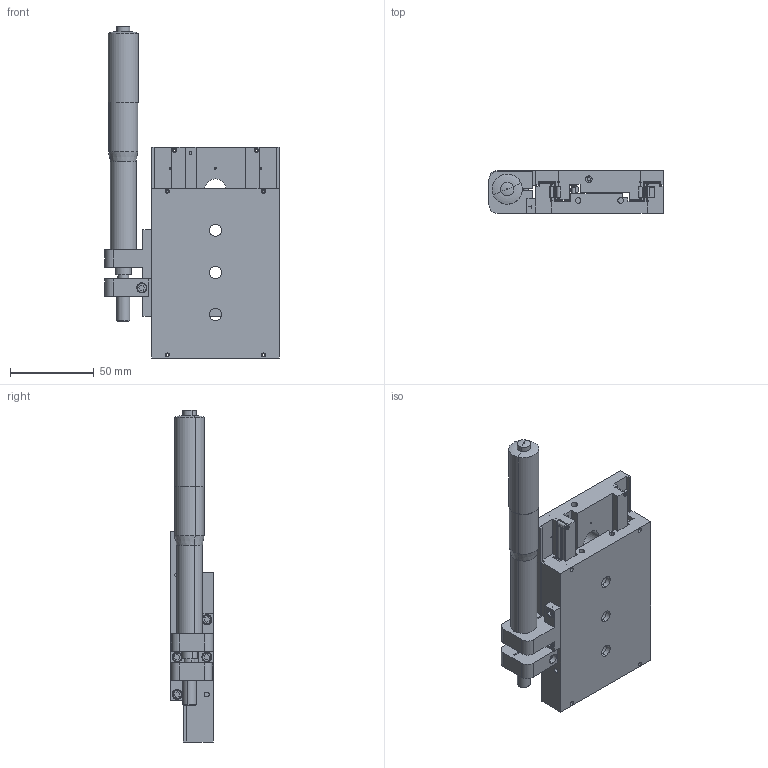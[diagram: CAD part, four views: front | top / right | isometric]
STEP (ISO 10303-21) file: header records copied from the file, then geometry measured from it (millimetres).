
FILE_DESCRIPTION (( 'STEP AP203' ), '1' );
FILE_NAME ('TSB60E-MH50.STEP', '2023-07-06T18:23:10', ( '' ), ( '' ), 'SwSTEP 2.0', 'SolidWorks 2019', '' );
FILE_SCHEMA (( 'CONFIG_CONTROL_DESIGN' ));
Length unit declared in the file: millimetre
Products named in the file (17): Bar - Compression TSB60; TSB60E_With Clamps; MH Micrometer 50_retracted; Spring 3-16 x 2.25in; Screw 5-40 x one 8th set screw; TSB60-I Top; TSB60 Base; Screw 5-40 x 0.25in SC; 1-8 in bearing strip filled; Roll pin, 3-32 dia x 7-16in (SS)_92373A142; Screw 6-32 x 0.5 SC; Screw M2 x 8 Flat Head Phillips; TSB60E-MH50; AMB Contact; AMB Clamp; Screw 5-16 in-18 x 1in set screw; Rod - 3-32 x 95.4mm
Assembly tree (40 placements, depth 3):
  TSB60E-MH50
    TSB60E_With Clamps
      TSB60 Base
      TSB60-I Top
      Rod - 3-32 x 95.4mm  x8
      Bar - Compression TSB60
      Screw 5-40 x one 8th set screw  x5
      Screw M2 x 8 Flat Head Phillips  x2
      Spring 3-16 x 2.25in
      AMB Clamp
      AMB Contact
      Screw 5-16 in-18 x 1in set screw
      Screw 6-32 x 0.5 SC  x2
      Screw 5-40 x 0.25in SC  x4
      1-8 in bearing strip filled  x2
      Roll pin, 3-32 dia x 7-16in (SS)_92373A142  x8
    MH Micrometer 50_retracted
Bounding box: 104.2 x 25.5 x 198.7 mm (x, y, z)
Volume: 215365.4 mm3; surface area: 84067.6 mm2
Topology: 37 solids, 63 shells, 832 faces, 2090 edges, 1373 vertices
Faces by surface type: plane 356, cylinder 320, cone 78, sphere 50, torus 28
Entity records: 19002 total; most frequent: DIRECTION 3057, CARTESIAN_POINT 2903, ORIENTED_EDGE 2658, EDGE_CURVE 1329, AXIS2_PLACEMENT_3D 1175, VERTEX_POINT 877, VECTOR 707, LINE 707
